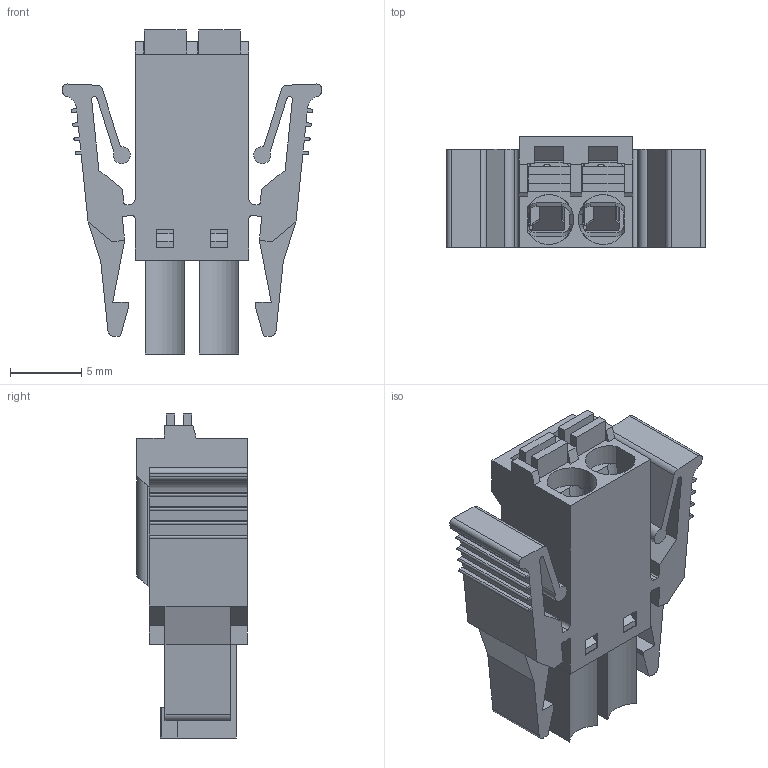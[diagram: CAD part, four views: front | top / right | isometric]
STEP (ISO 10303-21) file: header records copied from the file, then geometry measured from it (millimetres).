
FILE_DESCRIPTION( ( 'Unknown' ), '1' );
FILE_NAME( '691304330002.stp', 'Unknown', ( 'Unknown' ), ( 'Unknown' ), 'PSStep 18.0.17', 'Unknown', ' ' );
FILE_SCHEMA( ( 'AUTOMOTIVE_DESIGN { 1 0 10303 214 1 1 1 1 }' ) );
Length unit declared in the file: millimetre
Products named in the file (6): Assem1; 691304330002; 691304330002_Bas; 6913043300xx_Levier; 6913043300xx_Pin; 6913043300xx_Lamelle
Assembly tree (8 placements, depth 2):
  Assem1
    691304330002
    691304330002_Bas
    6913043300xx_Levier  x2
    6913043300xx_Pin  x2
    6913043300xx_Lamelle  x2
Bounding box: 18.22 x 7.8 x 22.8 mm (x, y, z)
Volume: 1048.5 mm3; surface area: 3142.8 mm2
Topology: 8 solids, 8 shells, 714 faces, 2024 edges, 1324 vertices
Faces by surface type: plane 550, cylinder 154, cone 10
Full cylindrical faces by diameter (mm): 1.2 x2
Entity records: 22921 total; most frequent: CARTESIAN_POINT 3353, ORIENTED_EDGE 3230, DIRECTION 2981, EDGE_CURVE 1615, LINE 1357, VECTOR 1357, VERTEX_POINT 1064, AXIS2_PLACEMENT_3D 812
